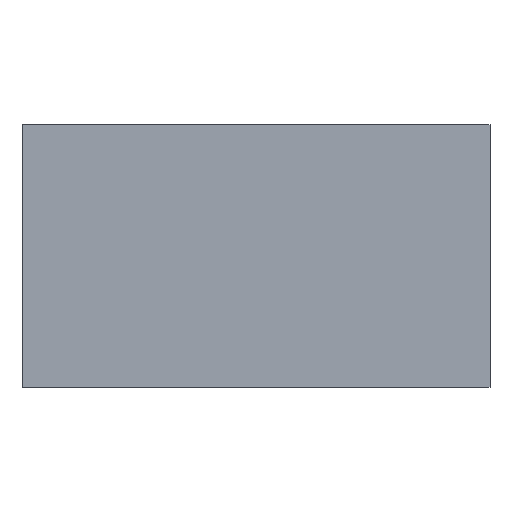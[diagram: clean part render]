
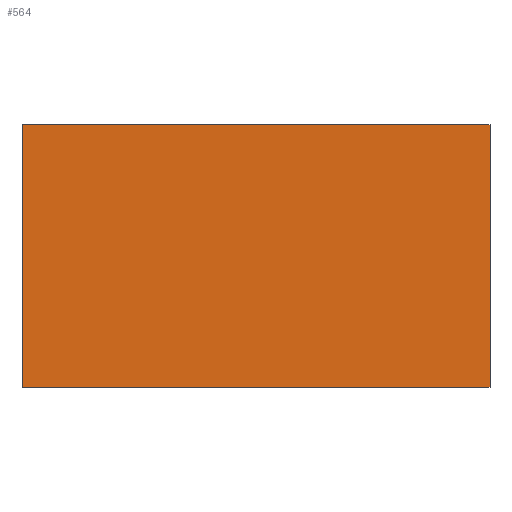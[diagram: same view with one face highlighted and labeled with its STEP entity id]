
A CAD part, front view. The second image highlights one B-rep face of the part: STEP entity #564.
In plain terms, the highlighted planar face has unit normal (0, -1, 0).
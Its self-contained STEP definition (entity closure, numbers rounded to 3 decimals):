
#62=FACE_OUTER_BOUND('',#92,.T.);
#92=EDGE_LOOP('',(#480,#481,#482,#483));
#118=LINE('',#818,#184);
#161=LINE('',#917,#227);
#162=LINE('',#920,#228);
#163=LINE('',#921,#229);
#184=VECTOR('',#664,10.);
#227=VECTOR('',#755,10.);
#228=VECTOR('',#758,10.);
#229=VECTOR('',#759,10.);
#249=VERTEX_POINT('',#815);
#250=VERTEX_POINT('',#817);
#282=VERTEX_POINT('',#913);
#283=VERTEX_POINT('',#919);
#306=EDGE_CURVE('',#249,#250,#118,.T.);
#357=EDGE_CURVE('',#282,#250,#161,.T.);
#358=EDGE_CURVE('',#282,#283,#162,.T.);
#359=EDGE_CURVE('',#283,#249,#163,.T.);
#480=ORIENTED_EDGE('',*,*,#358,.F.);
#481=ORIENTED_EDGE('',*,*,#357,.T.);
#482=ORIENTED_EDGE('',*,*,#306,.F.);
#483=ORIENTED_EDGE('',*,*,#359,.F.);
#536=PLANE('',#618);
#564=ADVANCED_FACE('',(#62),#536,.T.);
#618=AXIS2_PLACEMENT_3D('',#918,#756,#757);
#664=DIRECTION('',(1.,0.,0.));
#755=DIRECTION('',(0.,0.,1.));
#756=DIRECTION('center_axis',(0.,-1.,0.));
#757=DIRECTION('ref_axis',(1.,0.,0.));
#758=DIRECTION('',(-1.,0.,0.));
#759=DIRECTION('',(0.,0.,1.));
#815=CARTESIAN_POINT('',(-50.,-50.,56.));
#817=CARTESIAN_POINT('',(50.,-50.,56.));
#818=CARTESIAN_POINT('',(50.,-50.,56.));
#913=CARTESIAN_POINT('',(50.,-50.,0.));
#917=CARTESIAN_POINT('',(50.,-50.,0.));
#918=CARTESIAN_POINT('Origin',(-50.,-50.,0.));
#919=CARTESIAN_POINT('',(-50.,-50.,0.));
#920=CARTESIAN_POINT('',(50.,-50.,0.));
#921=CARTESIAN_POINT('',(-50.,-50.,0.));
